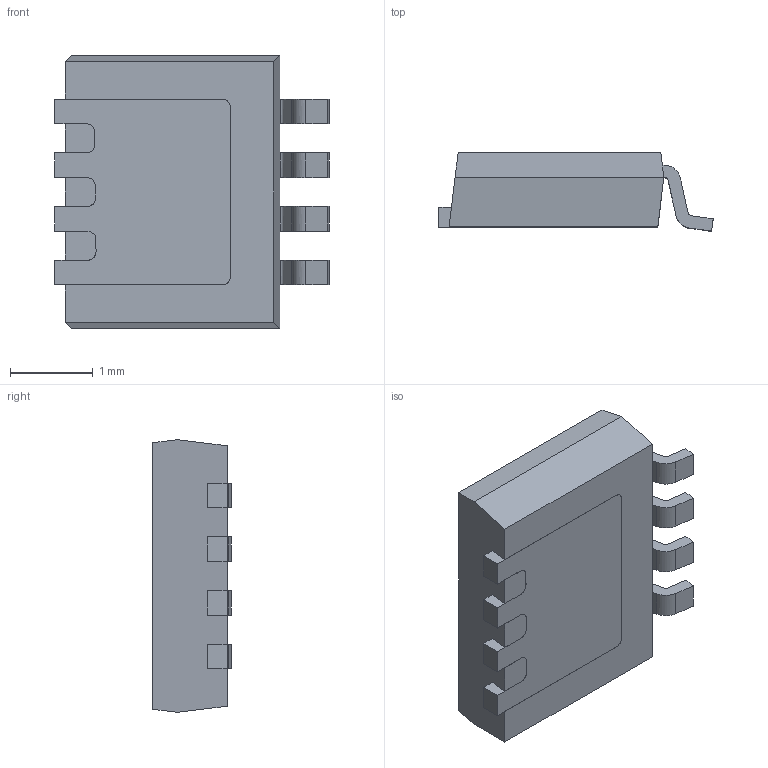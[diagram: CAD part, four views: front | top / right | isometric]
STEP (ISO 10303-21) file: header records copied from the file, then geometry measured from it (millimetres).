
FILE_DESCRIPTION (( 'STEP AP214' ), '1' );
FILE_NAME ('PSMN3R0-30MLC.STEP', '2017-12-21T07:32:08', ( 'Sky123.Org' ), ( 'Sky123.Org' ), 'SwSTEP 2.0', 'SolidWorks 2013', '' );
FILE_SCHEMA (( 'AUTOMOTIVE_DESIGN' ));
Length unit declared in the file: millimetre
Products named in the file (1): PSMN3R0-30MLC
Bounding box: 3.32 x 0.95 x 3.3 mm (x, y, z)
Volume: 7.6 mm3; surface area: 30.7 mm2
Topology: 1 solids, 1 shells, 113 faces, 557 edges, 464 vertices
Faces by surface type: plane 87, cylinder 26
Entity records: 7536 total; most frequent: CARTESIAN_POINT 2331, ORIENTED_EDGE 1114, EDGE_CURVE 557, VERTEX_POINT 464, DIRECTION 429, B_SPLINE_CURVE_WITH_KNOTS 356, LINE 201, VECTOR 201
